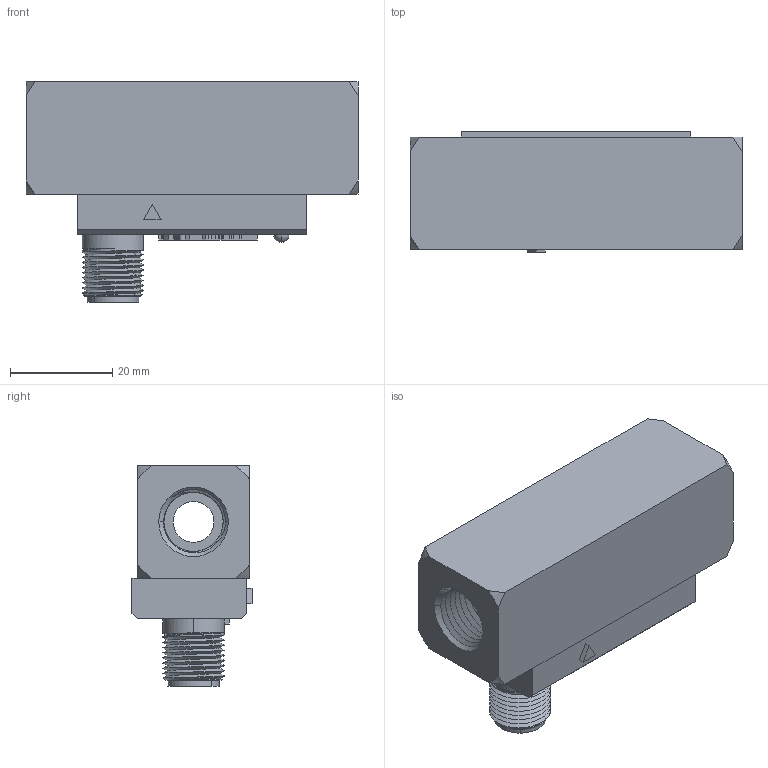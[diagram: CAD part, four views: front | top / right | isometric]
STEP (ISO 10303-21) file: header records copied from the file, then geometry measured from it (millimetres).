
FILE_DESCRIPTION((''),'2;1');
FILE_NAME('FC230-G14KM1-3D_ASM','2021-10-26T',('Administrator'),(''),'CREO PARAMETRIC BY PTC INC, 2014350','CREO PARAMETRIC BY PTC INC, 2014350','');
FILE_SCHEMA(('CONFIG_CONTROL_DESIGN'));
Length unit declared in the file: millimetre
Products named in the file (6): FC230-G14K-3D; FC210-HK-KT-LED; HSHSM-4; HK-KT-LED_ASM; M3X6MM-DZ; FC230-G14KM1-3D_ASM
Assembly tree (5 placements, depth 3):
  FC230-G14KM1-3D_ASM
    FC230-G14K-3D
    HK-KT-LED_ASM
      FC210-HK-KT-LED
      HSHSM-4
    M3X6MM-DZ
Bounding box: 65 x 23.5 x 43.2 mm (x, y, z)
Volume: 31140.2 mm3; surface area: 16460.8 mm2
Topology: 4 solids, 5 shells, 499 faces, 1378 edges, 915 vertices
Faces by surface type: plane 341, cylinder 76, bspline 38, cone 20, sphere 18, torus 4, revolution 2
Entity records: 23453 total; most frequent: CARTESIAN_POINT 10897, ORIENTED_EDGE 2712, DIRECTION 2319, EDGE_CURVE 1358, VECTOR 989, LINE 989, VERTEX_POINT 915, AXIS2_PLACEMENT_3D 664
